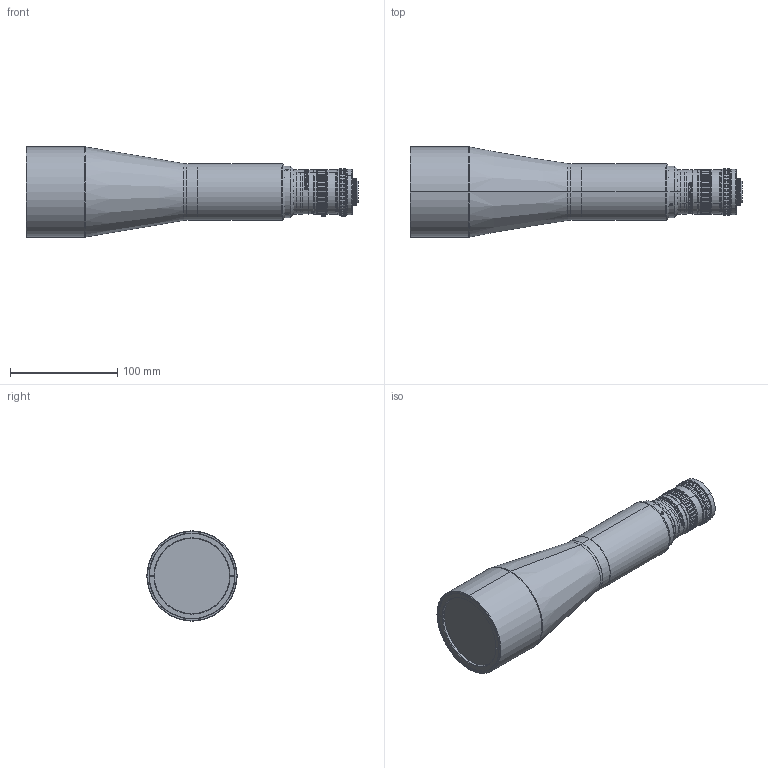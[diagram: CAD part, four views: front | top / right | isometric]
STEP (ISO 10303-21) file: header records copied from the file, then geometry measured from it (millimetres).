
FILE_DESCRIPTION (( 'STEP AP203' ), '1' );
FILE_NAME ('DP33016-A_HCSI3M.step', '2023-08-10T06:54:23', ( '' ), ( '' ), 'SwSTEP 2.0', 'SolidWorks 2021', '' );
FILE_SCHEMA (( 'CONFIG_CONTROL_DESIGN' ));
Length unit declared in the file: millimetre
Products named in the file (1): DP33016-A_HCSI3M
Bounding box: 309.14 x 84 x 84 mm (x, y, z)
Surface area: 70342.2 mm2 (no closed solid volume)
Topology: 0 solids, 54 shells, 712 faces, 3270 edges, 2583 vertices
Faces by surface type: cylinder 382, cone 174, plane 126, bspline 24, torus 4, sphere 2
Entity records: 42354 total; most frequent: CARTESIAN_POINT 18441, ORIENTED_EDGE 4691, DIRECTION 4313, EDGE_CURVE 3270, VERTEX_POINT 2583, AXIS2_PLACEMENT_3D 1721, B_SPLINE_CURVE_WITH_KNOTS 1367, CIRCLE 1032
